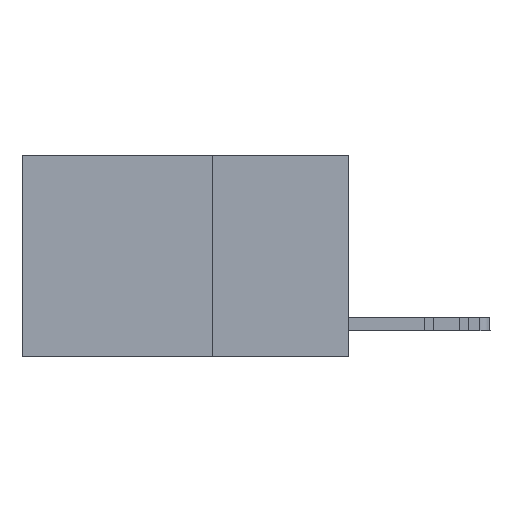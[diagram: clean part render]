
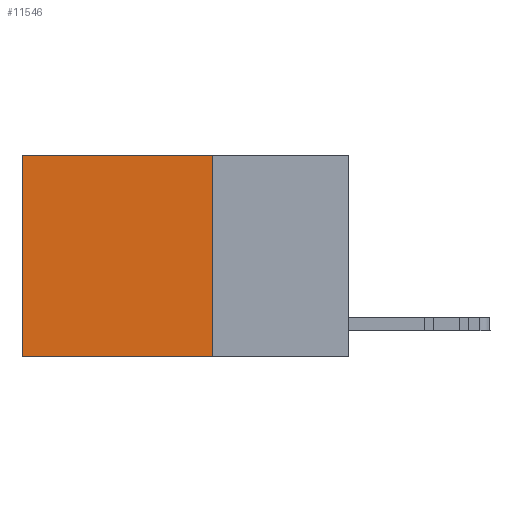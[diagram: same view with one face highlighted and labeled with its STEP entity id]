
A CAD part, left-side view. The second image highlights one B-rep face of the part: STEP entity #11546.
In plain terms, the highlighted planar face has unit normal (-1, 0, 0).
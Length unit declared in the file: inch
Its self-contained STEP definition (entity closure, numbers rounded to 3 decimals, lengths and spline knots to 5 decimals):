
#1329 = VECTOR ( 'NONE', #15445, 39.37008 ) ;
#1797 = LINE ( 'NONE', #20667, #7620 ) ;
#2092 = VERTEX_POINT ( 'NONE', #8313 ) ;
#2161 = CARTESIAN_POINT ( 'NONE',  ( 0.2625, 0.25, 0. ) ) ;
#3816 = CARTESIAN_POINT ( 'NONE',  ( 0.2625, 0.25, 0. ) ) ;
#4645 = CARTESIAN_POINT ( 'NONE',  ( 0.2625, 0.25, 0. ) ) ;
#4668 = CARTESIAN_POINT ( 'NONE',  ( 0.2625, 0.6, 0. ) ) ;
#6950 = DIRECTION ( 'NONE',  ( 0., 0., -1. ) ) ;
#7011 = LINE ( 'NONE', #25711, #28204 ) ;
#7620 = VECTOR ( 'NONE', #11284, 39.37008 ) ;
#8313 = CARTESIAN_POINT ( 'NONE',  ( 0.2625, 0.6, -0.37 ) ) ;
#10793 = ORIENTED_EDGE ( 'NONE', *, *, #15684, .F. ) ;
#11043 = PLANE ( 'NONE',  #14886 ) ;
#11284 = DIRECTION ( 'NONE',  ( 0., 1., 0. ) ) ;
#11546 = ADVANCED_FACE ( 'NONE', ( #18420 ), #11043, .F. ) ;
#14886 = AXIS2_PLACEMENT_3D ( 'NONE', #2161, #25320, #20434 ) ;
#14988 = EDGE_CURVE ( 'NONE', #16606, #16100, #1797, .T. ) ;
#15145 = CARTESIAN_POINT ( 'NONE',  ( 0.2625, 0.6, 0. ) ) ;
#15445 = DIRECTION ( 'NONE',  ( 0., 0., -1. ) ) ;
#15684 = EDGE_CURVE ( 'NONE', #16698, #2092, #7011, .T. ) ;
#16100 = VERTEX_POINT ( 'NONE', #4668 ) ;
#16606 = VERTEX_POINT ( 'NONE', #3816 ) ;
#16698 = VERTEX_POINT ( 'NONE', #24358 ) ;
#17657 = ORIENTED_EDGE ( 'NONE', *, *, #27868, .T. ) ;
#18068 = LINE ( 'NONE', #15145, #1329 ) ;
#18420 = FACE_OUTER_BOUND ( 'NONE', #26785, .T. ) ;
#19010 = EDGE_CURVE ( 'NONE', #16606, #16698, #23955, .T. ) ;
#20434 = DIRECTION ( 'NONE',  ( 0., 0., -1. ) ) ;
#20667 = CARTESIAN_POINT ( 'NONE',  ( 0.2625, 0.25, 0. ) ) ;
#23614 = ORIENTED_EDGE ( 'NONE', *, *, #14988, .T. ) ;
#23955 = LINE ( 'NONE', #4645, #26902 ) ;
#24358 = CARTESIAN_POINT ( 'NONE',  ( 0.2625, 0.25, -0.37 ) ) ;
#25320 = DIRECTION ( 'NONE',  ( 1., 0., 0. ) ) ;
#25711 = CARTESIAN_POINT ( 'NONE',  ( 0.2625, 0.25, -0.37 ) ) ;
#25872 = DIRECTION ( 'NONE',  ( 0., 1., 0. ) ) ;
#26785 = EDGE_LOOP ( 'NONE', ( #17657, #10793, #29166, #23614 ) ) ;
#26902 = VECTOR ( 'NONE', #6950, 39.37008 ) ;
#27868 = EDGE_CURVE ( 'NONE', #16100, #2092, #18068, .T. ) ;
#28204 = VECTOR ( 'NONE', #25872, 39.37008 ) ;
#29166 = ORIENTED_EDGE ( 'NONE', *, *, #19010, .F. ) ;
